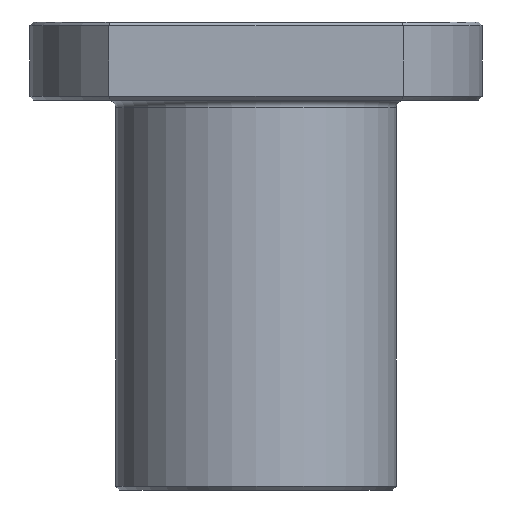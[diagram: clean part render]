
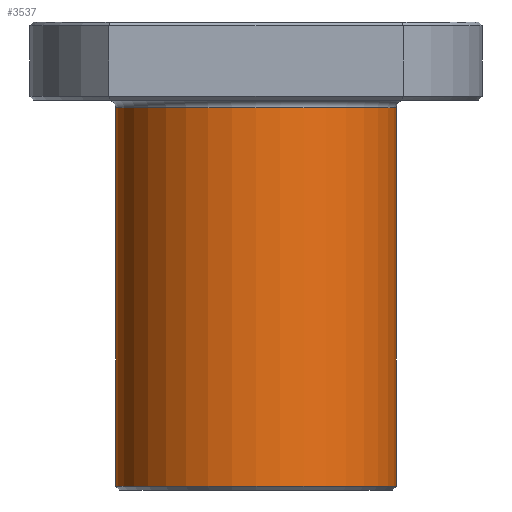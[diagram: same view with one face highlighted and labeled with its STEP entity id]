
A CAD part, front view. The second image highlights one B-rep face of the part: STEP entity #3537.
In plain terms, the highlighted cylindrical face has radius 18 mm (diameter 36 mm), a partial arc.
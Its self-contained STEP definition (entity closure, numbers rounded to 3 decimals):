
#69 = DIRECTION ( 'NONE',  ( 0., 0., 1. ) ) ;
#161 = ORIENTED_EDGE ( 'NONE', *, *, #1102, .T. ) ;
#617 = CYLINDRICAL_SURFACE ( 'NONE', #2527, 18. ) ;
#998 = EDGE_LOOP ( 'NONE', ( #3243, #161, #2504, #4235 ) ) ;
#1006 = CARTESIAN_POINT ( 'NONE',  ( 0., 0., -59.5 ) ) ;
#1028 = DIRECTION ( 'NONE',  ( 1., 0., 0. ) ) ;
#1055 = FACE_OUTER_BOUND ( 'NONE', #998, .T. ) ;
#1102 = EDGE_CURVE ( 'NONE', #1480, #1213, #2830, .T. ) ;
#1153 = VECTOR ( 'NONE', #69, 1000. ) ;
#1213 = VERTEX_POINT ( 'NONE', #1917 ) ;
#1436 = DIRECTION ( 'NONE',  ( 0., 0., 1. ) ) ;
#1480 = VERTEX_POINT ( 'NONE', #4953 ) ;
#1834 = DIRECTION ( 'NONE',  ( 0., 0., -1. ) ) ;
#1835 = CARTESIAN_POINT ( 'NONE',  ( -18., 0., -11. ) ) ;
#1880 = AXIS2_PLACEMENT_3D ( 'NONE', #1006, #2704, #4345 ) ;
#1886 = VERTEX_POINT ( 'NONE', #2418 ) ;
#1917 = CARTESIAN_POINT ( 'NONE',  ( 18., 0., -59.5 ) ) ;
#2139 = LINE ( 'NONE', #3811, #1153 ) ;
#2289 = DIRECTION ( 'NONE',  ( 0., 0., 1. ) ) ;
#2418 = CARTESIAN_POINT ( 'NONE',  ( 18., 0., -11. ) ) ;
#2504 = ORIENTED_EDGE ( 'NONE', *, *, #2869, .T. ) ;
#2527 = AXIS2_PLACEMENT_3D ( 'NONE', #5067, #2289, #1028 ) ;
#2704 = DIRECTION ( 'NONE',  ( 0., 0., 1. ) ) ;
#2830 = CIRCLE ( 'NONE', #1880, 18. ) ;
#2869 = EDGE_CURVE ( 'NONE', #1213, #1886, #2139, .T. ) ;
#3006 = EDGE_CURVE ( 'NONE', #1480, #4900, #4728, .T. ) ;
#3074 = CARTESIAN_POINT ( 'NONE',  ( 0., 0., -11. ) ) ;
#3243 = ORIENTED_EDGE ( 'NONE', *, *, #3006, .F. ) ;
#3433 = EDGE_CURVE ( 'NONE', #1886, #4900, #5194, .T. ) ;
#3511 = CARTESIAN_POINT ( 'NONE',  ( -18., 0., 25.019 ) ) ;
#3537 = ADVANCED_FACE ( 'NONE', ( #1055 ), #617, .T. ) ;
#3555 = VECTOR ( 'NONE', #1436, 1000. ) ;
#3811 = CARTESIAN_POINT ( 'NONE',  ( 18., 0., 25.019 ) ) ;
#3883 = DIRECTION ( 'NONE',  ( 1., 0., 0. ) ) ;
#4235 = ORIENTED_EDGE ( 'NONE', *, *, #3433, .T. ) ;
#4345 = DIRECTION ( 'NONE',  ( 1., 0., 0. ) ) ;
#4680 = AXIS2_PLACEMENT_3D ( 'NONE', #3074, #1834, #3883 ) ;
#4728 = LINE ( 'NONE', #3511, #3555 ) ;
#4900 = VERTEX_POINT ( 'NONE', #1835 ) ;
#4953 = CARTESIAN_POINT ( 'NONE',  ( -18., 0., -59.5 ) ) ;
#5067 = CARTESIAN_POINT ( 'NONE',  ( 0., 0., 25.019 ) ) ;
#5194 = CIRCLE ( 'NONE', #4680, 18. ) ;
